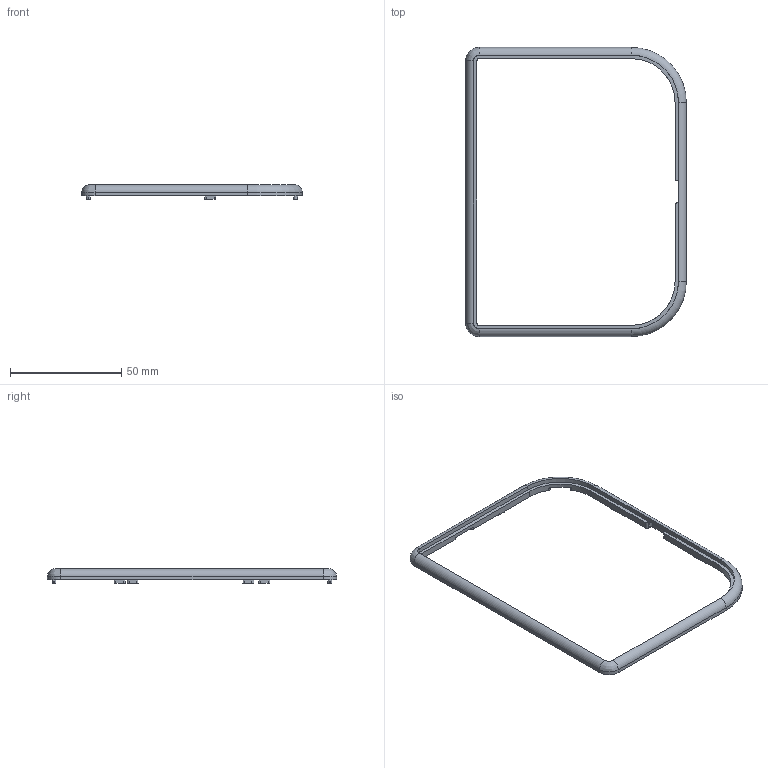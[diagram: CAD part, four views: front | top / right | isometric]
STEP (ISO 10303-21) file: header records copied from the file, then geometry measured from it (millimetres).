
FILE_DESCRIPTION(/* description */ (''),/* implementation_level */ '2;1');
FILE_NAME(/* name */ 'led_ring_v2.stp',/* time_stamp */ '2023-04-21T21:06:57+08:00',/* author */ ('mmajz'),/* organization */ (''),/* preprocessor_version */ 'ST-DEVELOPER v17',/* originating_system */ 'Autodesk Inventor 2019',/* authorisation */ '');
FILE_SCHEMA (('AUTOMOTIVE_DESIGN { 1 0 10303 214 3 1 1 }'));
Length unit declared in the file: millimetre
Products named in the file (1): led_ring_v2
Bounding box: 99.24 x 130.05 x 6.5 mm (x, y, z)
Volume: 7972.4 mm3; surface area: 7820.8 mm2
Topology: 1 solids, 1 shells, 121 faces, 326 edges, 212 vertices
Faces by surface type: plane 59, cone 54, cylinder 4, bspline 2, torus 2
Entity records: 3863 total; most frequent: DIRECTION 686, CARTESIAN_POINT 676, ORIENTED_EDGE 652, EDGE_CURVE 326, AXIS2_PLACEMENT_3D 240, VERTEX_POINT 212, LINE 206, VECTOR 206
